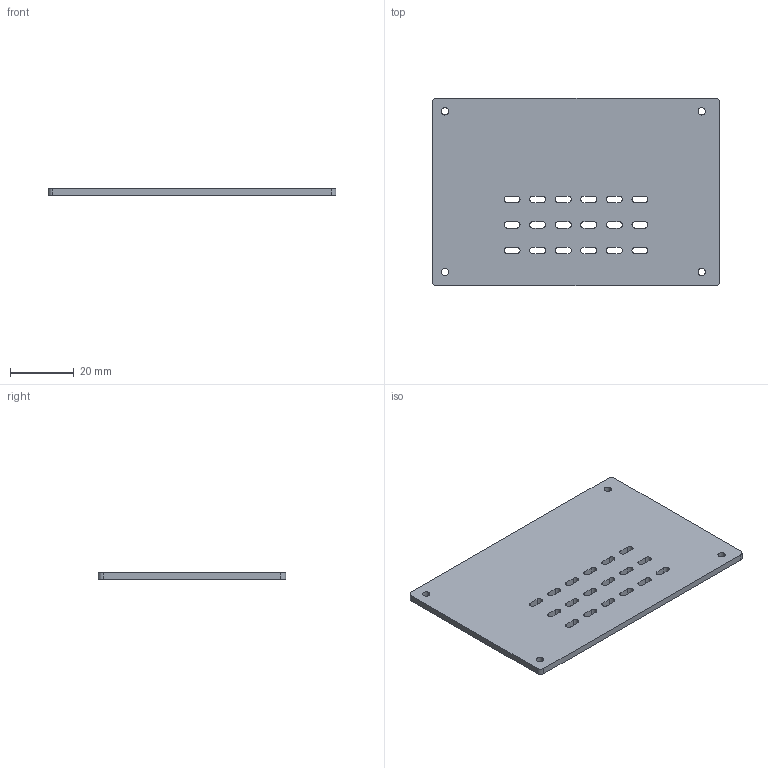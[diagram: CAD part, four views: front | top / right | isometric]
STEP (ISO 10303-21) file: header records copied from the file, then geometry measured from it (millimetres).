
FILE_DESCRIPTION((''),'2;1');
FILE_NAME('PMMA-B','2024-07-21T21:46:42',('bryan'),(''),'CREO PARAMETRIC BY PTC INC, 2020053','CREO PARAMETRIC BY PTC INC, 2020053','');
FILE_SCHEMA(('AUTOMOTIVE_DESIGN { 1 0 10303 214 1 1 1 1 }'));
Length unit declared in the file: millimetre
Products named in the file (1): PMMA-B
Bounding box: 89.94 x 58.6 x 2 mm (x, y, z)
Volume: 10173.9 mm3; surface area: 11262.9 mm2
Topology: 1 solids, 1 shells, 90 faces, 264 edges, 176 vertices
Faces by surface type: cylinder 48, plane 42
Entity records: 3969 total; most frequent: DIRECTION 540, CARTESIAN_POINT 532, ORIENTED_EDGE 528, PRESENTATION_STYLE_ASSIGNMENT 265, STYLED_ITEM 265, CURVE_STYLE 264, EDGE_CURVE 264, AXIS2_PLACEMENT_3D 186
